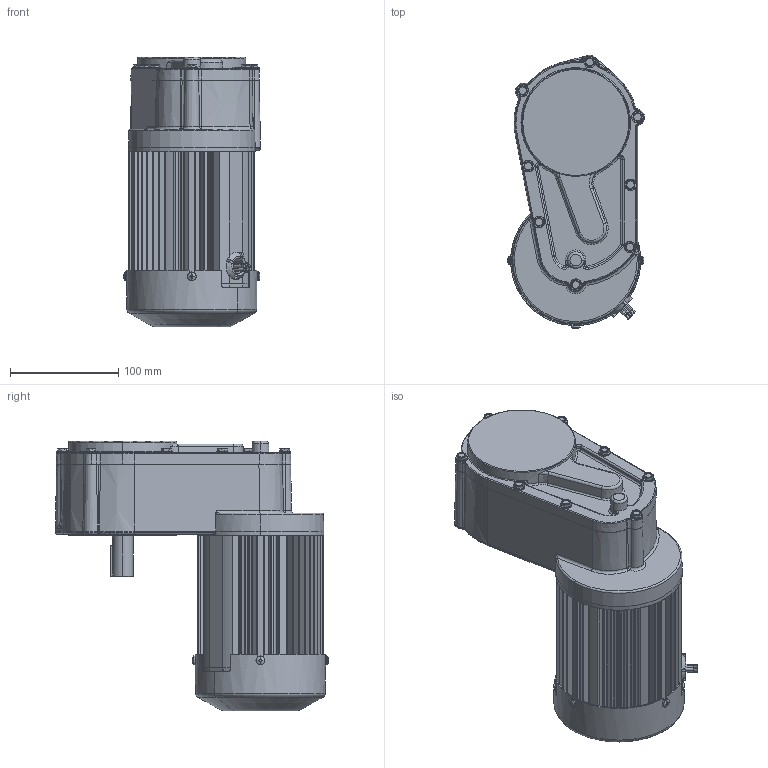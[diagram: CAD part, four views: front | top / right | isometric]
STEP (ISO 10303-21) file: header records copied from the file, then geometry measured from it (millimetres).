
FILE_DESCRIPTION (( 'STEP AP203' ), '1' );
FILE_NAME ('INFM0077.STEP', '2013-11-18T19:57:58', ( 'Sustem Administrator' ), ( 'Bodine Electric Company' ), 'SwSTEP 2.0', 'SolidWorks 2013', '' );
FILE_SCHEMA (( 'CONFIG_CONTROL_DESIGN' ));
Length unit declared in the file: inch
Products named in the file (1): INFM0077
Bounding box: 126.29 x 252.09 x 248.52 mm (x, y, z)
Volume: 2917986.1 mm3; surface area: 336714.5 mm2
Topology: 26 solids, 26 shells, 1676 faces, 4309 edges, 2699 vertices
Faces by surface type: plane 803, cylinder 472, cone 160, torus 126, bspline 103, sphere 12
Entity records: 63399 total; most frequent: CARTESIAN_POINT 23233, ORIENTED_EDGE 8586, DIRECTION 8395, EDGE_CURVE 4293, AXIS2_PLACEMENT_3D 3325, VERTEX_POINT 2699, EDGE_LOOP 1770, CIRCLE 1751
